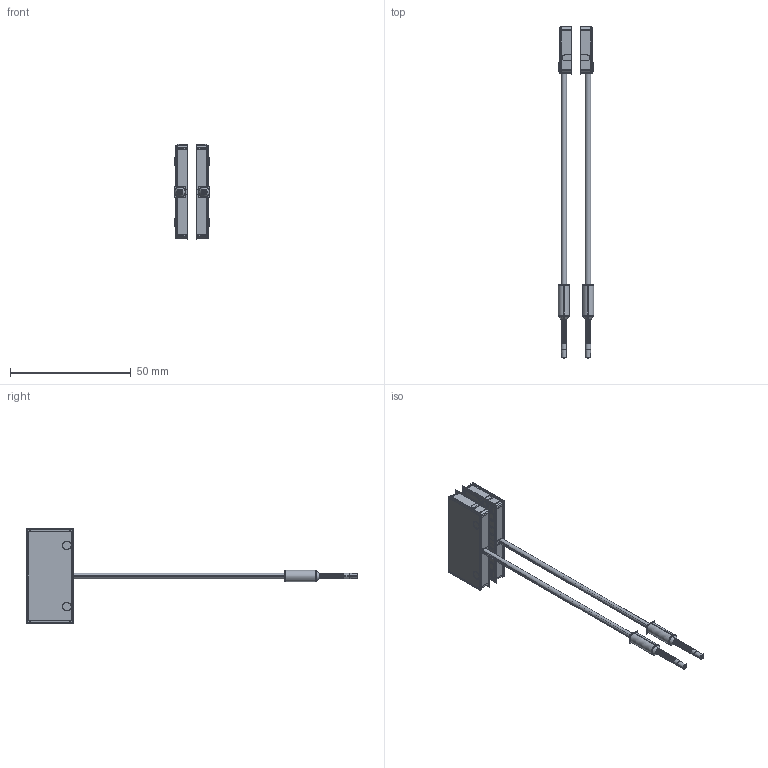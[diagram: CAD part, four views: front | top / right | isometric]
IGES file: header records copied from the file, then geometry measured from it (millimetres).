
Start section:  PTC IGES file: 193378.igs
Global section: file name: 193378.igs; native system: Creo Parametric by Parametric Technology Corporation; preprocessor: 2013230; author: pdmadmin; organization: Unknown; date: 20160302.100620; units: millimetre
Bounding box: 14.6 x 137.38 x 39.62 mm (x, y, z)
Volume: 8934.3 mm3; surface area: 89567.2 mm2
Topology: 54 solids, 54 shells, 3342 faces, 16858 edges, 21374 vertices
Faces by surface type: revolution 1888, bspline 1454
